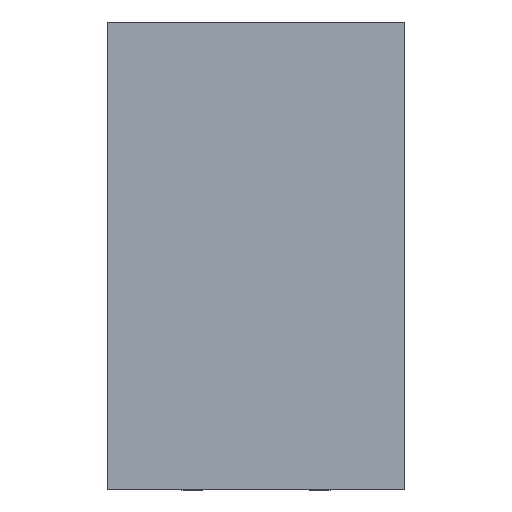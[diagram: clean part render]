
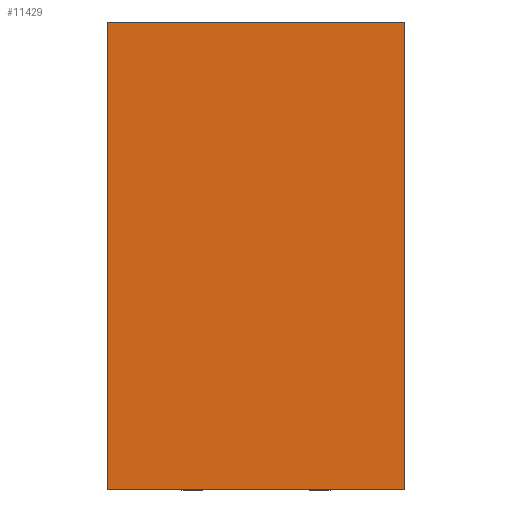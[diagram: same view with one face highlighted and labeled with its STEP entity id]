
A CAD part, top view. The second image highlights one B-rep face of the part: STEP entity #11429.
In plain terms, the highlighted face is planar.
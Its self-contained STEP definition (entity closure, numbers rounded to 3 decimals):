
#8702=DIRECTION('',(1.,0.,0.));
#8703=VECTOR('',#8702,3.5);
#8704=CARTESIAN_POINT('',(-1.75,0.975,2.75));
#8705=LINE('',#8704,#8703);
#8709=DIRECTION('',(0.,0.,1.));
#8710=VECTOR('',#8709,5.5);
#8711=CARTESIAN_POINT('',(-1.75,0.975,-2.75));
#8712=LINE('',#8711,#8710);
#8716=DIRECTION('',(-1.,0.,0.));
#8717=VECTOR('',#8716,3.5);
#8718=CARTESIAN_POINT('',(1.75,0.975,-2.75));
#8719=LINE('',#8718,#8717);
#8723=DIRECTION('',(0.,0.,-1.));
#8724=VECTOR('',#8723,5.5);
#8725=CARTESIAN_POINT('',(1.75,0.975,2.75));
#8726=LINE('',#8725,#8724);
#9622=CARTESIAN_POINT('',(-1.75,0.975,2.75));
#9623=CARTESIAN_POINT('',(1.75,0.975,2.75));
#9624=VERTEX_POINT('',#9622);
#9625=VERTEX_POINT('',#9623);
#9626=CARTESIAN_POINT('',(1.75,0.975,-2.75));
#9627=VERTEX_POINT('',#9626);
#9628=CARTESIAN_POINT('',(-1.75,0.975,-2.75));
#9629=VERTEX_POINT('',#9628);
#11417=CARTESIAN_POINT('',(0.,0.975,0.));
#11418=DIRECTION('',(0.,1.,0.));
#11419=DIRECTION('',(1.,0.,0.));
#11420=AXIS2_PLACEMENT_3D('',#11417,#11418,#11419);
#11421=PLANE('',#11420);
#11422=ORIENTED_EDGE('',*,*,#11259,.F.);
#11423=ORIENTED_EDGE('',*,*,#10547,.F.);
#11424=ORIENTED_EDGE('',*,*,#11090,.F.);
#11426=ORIENTED_EDGE('',*,*,#11425,.F.);
#11427=EDGE_LOOP('',(#11422,#11423,#11424,#11426));
#11428=FACE_OUTER_BOUND('',#11427,.F.);
#10547=EDGE_CURVE('',#9629,#9624,#8712,.T.);
#11090=EDGE_CURVE('',#9627,#9629,#8719,.T.);
#11259=EDGE_CURVE('',#9624,#9625,#8705,.T.);
#11425=EDGE_CURVE('',#9625,#9627,#8726,.T.);
#11429=ADVANCED_FACE('',(#11428),#11421,.T.);
